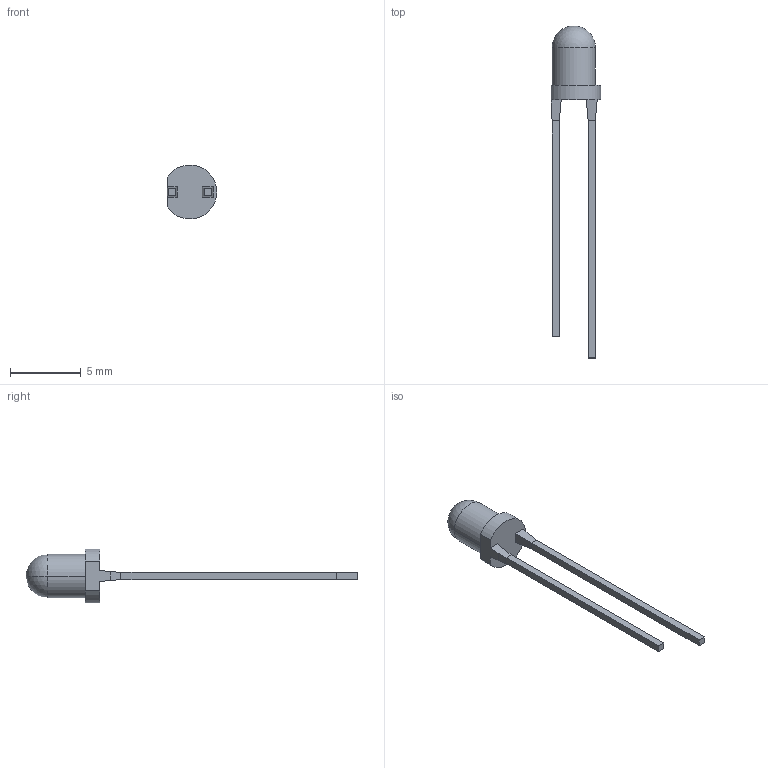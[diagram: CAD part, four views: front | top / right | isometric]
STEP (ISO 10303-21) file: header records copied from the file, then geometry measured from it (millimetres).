
FILE_DESCRIPTION (( 'STEP AP214' ), '1' );
FILE_NAME ('OVLAW4CB7.STEP', '2025-02-07T20:04:10', ( '' ), ( '' ), 'SwSTEP 2.0', 'SolidWorks 2021', '' );
FILE_SCHEMA (( 'AUTOMOTIVE_DESIGN' ));
Length unit declared in the file: inch
Products named in the file (1): OVLAW4CB7
Bounding box: 3.49 x 23.44 x 3.81 mm (x, y, z)
Volume: 47.5 mm3; surface area: 139.8 mm2
Topology: 3 solids, 3 shells, 30 faces, 69 edges, 45 vertices
Faces by surface type: plane 25, cylinder 3, sphere 2
Entity records: 871 total; most frequent: CARTESIAN_POINT 139, DIRECTION 135, ORIENTED_EDGE 130, EDGE_CURVE 65, VECTOR 57, LINE 57, VERTEX_POINT 43, AXIS2_PLACEMENT_3D 39
